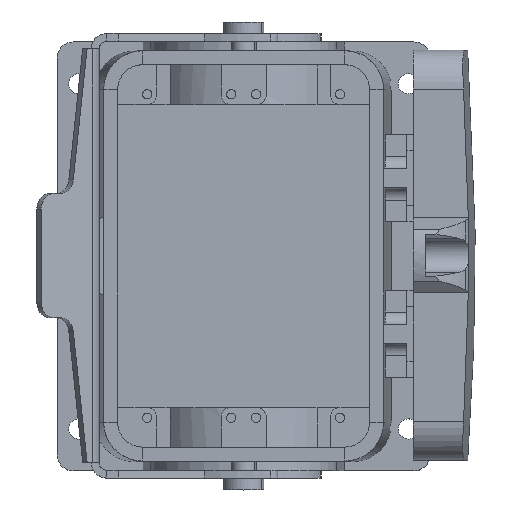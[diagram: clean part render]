
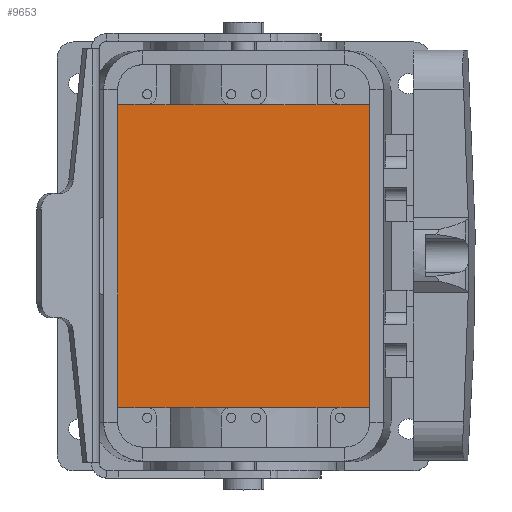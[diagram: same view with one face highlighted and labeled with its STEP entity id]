
A CAD part, top view. The second image highlights one B-rep face of the part: STEP entity #9653.
In plain terms, the highlighted planar face has unit normal (0, 0, 1).
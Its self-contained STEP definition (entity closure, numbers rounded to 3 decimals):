
#9640=AXIS2_PLACEMENT_3D('Plane Axis2P3D',#9637,#9638,#9639) ;
#188=CARTESIAN_POINT('Vertex',(26.,124.,5.5)) ;
#191=CARTESIAN_POINT('Line Origine',(66.5,124.,5.5)) ;
#195=CARTESIAN_POINT('Vertex',(107.,124.,5.5)) ;
#378=CARTESIAN_POINT('Vertex',(26.,26.5,5.5)) ;
#381=CARTESIAN_POINT('Line Origine',(26.,75.25,5.5)) ;
#699=CARTESIAN_POINT('Vertex',(107.,26.5,5.5)) ;
#702=CARTESIAN_POINT('Line Origine',(66.5,26.5,5.5)) ;
#9637=CARTESIAN_POINT('Axis2P3D Location',(66.5,75.25,5.5)) ;
#9642=CARTESIAN_POINT('Line Origine',(107.,75.25,5.5)) ;
#192=DIRECTION('Vector Direction',(1.,0.,0.)) ;
#382=DIRECTION('Vector Direction',(0.,1.,0.)) ;
#703=DIRECTION('Vector Direction',(1.,0.,0.)) ;
#9638=DIRECTION('Axis2P3D Direction',(0.,-0.,1.)) ;
#9639=DIRECTION('Axis2P3D XDirection',(0.,1.,0.)) ;
#9643=DIRECTION('Vector Direction',(0.,-1.,0.)) ;
#193=VECTOR('Line Direction',#192,1.) ;
#383=VECTOR('Line Direction',#382,1.) ;
#704=VECTOR('Line Direction',#703,1.) ;
#9644=VECTOR('Line Direction',#9643,1.) ;
#9648=ORIENTED_EDGE('',*,*,#197,.T.) ;
#9649=ORIENTED_EDGE('',*,*,#385,.T.) ;
#9650=ORIENTED_EDGE('',*,*,#706,.F.) ;
#9651=ORIENTED_EDGE('',*,*,#9646,.T.) ;
#9653=ADVANCED_FACE('Brep With Voids',(#9652),#9641,.T.) ;
#197=EDGE_CURVE('',#196,#189,#194,.F.) ;
#385=EDGE_CURVE('',#189,#379,#384,.F.) ;
#706=EDGE_CURVE('',#700,#379,#705,.F.) ;
#9646=EDGE_CURVE('',#700,#196,#9645,.F.) ;
#9647=EDGE_LOOP('',(#9648,#9649,#9650,#9651)) ;
#9652=FACE_OUTER_BOUND('',#9647,.T.) ;
#194=LINE('Line',#191,#193) ;
#384=LINE('Line',#381,#383) ;
#705=LINE('Line',#702,#704) ;
#9645=LINE('Line',#9642,#9644) ;
#9641=PLANE('',#9640) ;
#189=VERTEX_POINT('',#188) ;
#196=VERTEX_POINT('',#195) ;
#379=VERTEX_POINT('',#378) ;
#700=VERTEX_POINT('',#699) ;
